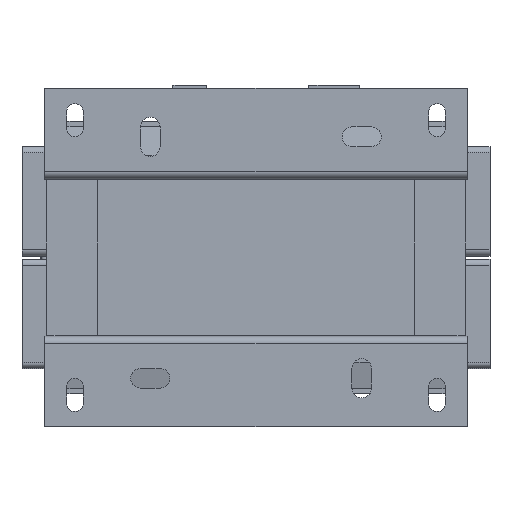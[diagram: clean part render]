
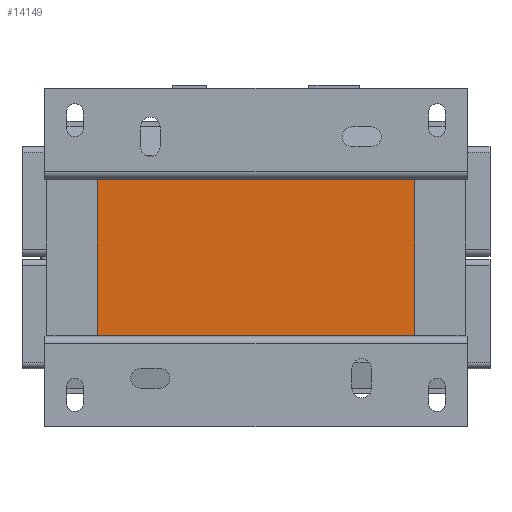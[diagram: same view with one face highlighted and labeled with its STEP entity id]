
A CAD part, front view. The second image highlights one B-rep face of the part: STEP entity #14149.
In plain terms, the highlighted planar face has unit normal (0, -1, 0).
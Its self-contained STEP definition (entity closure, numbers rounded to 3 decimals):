
#306 = DIRECTION ( 'NONE',  ( 0., 1., 0. ) ) ;
#1010 = EDGE_CURVE ( 'NONE', #12421, #3134, #14860, .T. ) ;
#1567 = CARTESIAN_POINT ( 'NONE',  ( -105., -175., 51.5 ) ) ;
#3094 = VECTOR ( 'NONE', #14782, 1000. ) ;
#3134 = VERTEX_POINT ( 'NONE', #13625 ) ;
#3196 = VECTOR ( 'NONE', #17429, 1000. ) ;
#3658 = VERTEX_POINT ( 'NONE', #17905 ) ;
#5218 = CARTESIAN_POINT ( 'NONE',  ( 105., -175., -51.5 ) ) ;
#7095 = EDGE_LOOP ( 'NONE', ( #18076, #10003, #15320, #9294 ) ) ;
#7498 = EDGE_CURVE ( 'NONE', #15898, #12421, #13306, .T. ) ;
#7535 = VECTOR ( 'NONE', #13315, 1000. ) ;
#7707 = EDGE_CURVE ( 'NONE', #3658, #3134, #19157, .T. ) ;
#9294 = ORIENTED_EDGE ( 'NONE', *, *, #18454, .T. ) ;
#10003 = ORIENTED_EDGE ( 'NONE', *, *, #1010, .F. ) ;
#10932 = FACE_OUTER_BOUND ( 'NONE', #7095, .T. ) ;
#11036 = CARTESIAN_POINT ( 'NONE',  ( 105., -175., 51.5 ) ) ;
#11252 = DIRECTION ( 'NONE',  ( 1., 0., 0. ) ) ;
#12421 = VERTEX_POINT ( 'NONE', #19053 ) ;
#12578 = VECTOR ( 'NONE', #11252, 1000. ) ;
#12686 = AXIS2_PLACEMENT_3D ( 'NONE', #11036, #306, #15925 ) ;
#13000 = CARTESIAN_POINT ( 'NONE',  ( 105., -175., 51.5 ) ) ;
#13306 = LINE ( 'NONE', #14201, #12578 ) ;
#13315 = DIRECTION ( 'NONE',  ( 0., 0., -1. ) ) ;
#13625 = CARTESIAN_POINT ( 'NONE',  ( 105., -175., -51.5 ) ) ;
#14149 = ADVANCED_FACE ( 'NONE', ( #10932 ), #18903, .F. ) ;
#14201 = CARTESIAN_POINT ( 'NONE',  ( 105., -175., 51.5 ) ) ;
#14782 = DIRECTION ( 'NONE',  ( 1., 0., 0. ) ) ;
#14860 = LINE ( 'NONE', #13000, #3196 ) ;
#15320 = ORIENTED_EDGE ( 'NONE', *, *, #7498, .F. ) ;
#15898 = VERTEX_POINT ( 'NONE', #1567 ) ;
#15925 = DIRECTION ( 'NONE',  ( 1., 0., 0. ) ) ;
#16668 = CARTESIAN_POINT ( 'NONE',  ( -105., -175., 51.5 ) ) ;
#17429 = DIRECTION ( 'NONE',  ( 0., 0., -1. ) ) ;
#17905 = CARTESIAN_POINT ( 'NONE',  ( -105., -175., -51.5 ) ) ;
#18076 = ORIENTED_EDGE ( 'NONE', *, *, #7707, .T. ) ;
#18454 = EDGE_CURVE ( 'NONE', #15898, #3658, #19927, .T. ) ;
#18903 = PLANE ( 'NONE',  #12686 ) ;
#19053 = CARTESIAN_POINT ( 'NONE',  ( 105., -175., 51.5 ) ) ;
#19157 = LINE ( 'NONE', #5218, #3094 ) ;
#19927 = LINE ( 'NONE', #16668, #7535 ) ;
